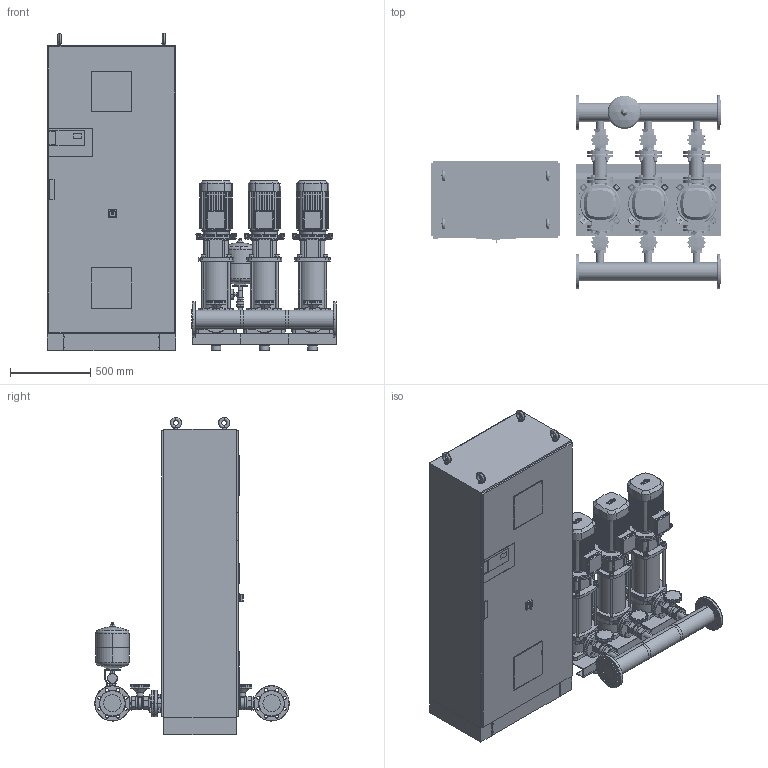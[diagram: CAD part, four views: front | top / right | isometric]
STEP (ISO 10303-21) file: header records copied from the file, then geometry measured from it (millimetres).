
FILE_DESCRIPTION((''),'2;1');
FILE_NAME('3d_SiBoostSmartFC3HELIXV2205-2540748.stp','2016-01-25T11:21:00',(''),(''),'Mechanical Desktop 2009','Mechanical Desktop 2009',', , ');
FILE_SCHEMA(('CONFIG_CONTROL_DESIGN'));
Length unit declared in the file: millimetre
Products named in the file (1): Product
Bounding box: 1800 x 1210 x 1975 mm (x, y, z)
Volume: 856096419 mm3; surface area: 16077717.5 mm2
Topology: 177 solids, 177 shells, 4651 faces, 11565 edges, 7544 vertices
Faces by surface type: plane 2019, cylinder 1496, bspline 738, cone 274, torus 112, sphere 12
Entity records: 147656 total; most frequent: CARTESIAN_POINT 35910, DIRECTION 23189, ORIENTED_EDGE 23094, EDGE_CURVE 11547, AXIS2_PLACEMENT_3D 8303, VERTEX_POINT 7531, VECTOR 6583, LINE 6583
